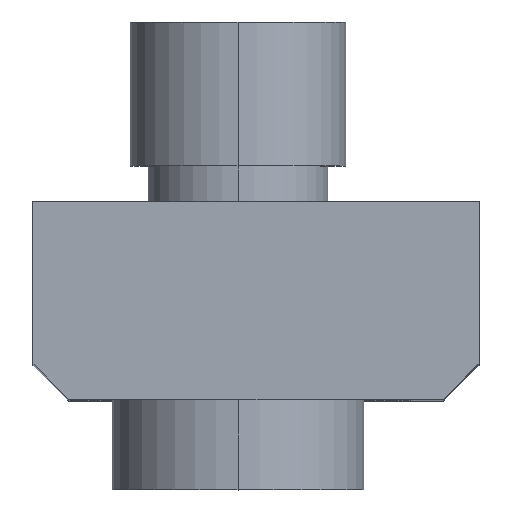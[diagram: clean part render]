
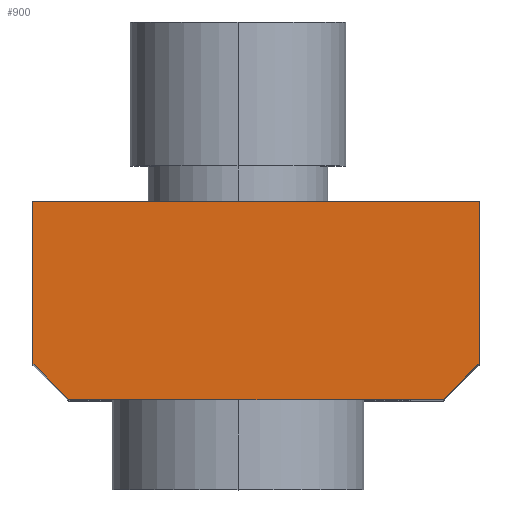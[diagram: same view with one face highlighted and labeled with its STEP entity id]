
A CAD part, top view. The second image highlights one B-rep face of the part: STEP entity #900.
In plain terms, the highlighted planar face has unit normal (0, 0, 1).
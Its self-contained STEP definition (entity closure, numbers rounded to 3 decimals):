
#6 = VECTOR ( 'NONE', #299, 1000. ) ;
#15 = LINE ( 'NONE', #392, #811 ) ;
#21 = EDGE_CURVE ( 'NONE', #1888, #1443, #248, .T. ) ;
#30 = DIRECTION ( 'NONE',  ( 0.707, -0.707, 0. ) ) ;
#38 = CARTESIAN_POINT ( 'NONE',  ( 5.7, -5.5, 4. ) ) ;
#48 = CARTESIAN_POINT ( 'NONE',  ( 6.7, 0., 4. ) ) ;
#54 = LINE ( 'NONE', #2021, #6 ) ;
#100 = CARTESIAN_POINT ( 'NONE',  ( -5.7, -4.5, 4. ) ) ;
#147 = LINE ( 'NONE', #1758, #1389 ) ;
#209 = DIRECTION ( 'NONE',  ( 1., 0., 0. ) ) ;
#239 = DIRECTION ( 'NONE',  ( 0., 1., 0. ) ) ;
#248 = LINE ( 'NONE', #1986, #959 ) ;
#271 = CARTESIAN_POINT ( 'NONE',  ( 6.7, -4.5, 4. ) ) ;
#287 = ORIENTED_EDGE ( 'NONE', *, *, #1072, .T. ) ;
#299 = DIRECTION ( 'NONE',  ( 1., 0., 0. ) ) ;
#392 = CARTESIAN_POINT ( 'NONE',  ( -5.7, -5.5, 4. ) ) ;
#409 = VERTEX_POINT ( 'NONE', #48 ) ;
#412 = DIRECTION ( 'NONE',  ( 1., 0., 0. ) ) ;
#440 = VECTOR ( 'NONE', #239, 1000. ) ;
#552 = CARTESIAN_POINT ( 'NONE',  ( -4.7, -5.5, 4. ) ) ;
#600 = ORIENTED_EDGE ( 'NONE', *, *, #1108, .T. ) ;
#708 = CARTESIAN_POINT ( 'NONE',  ( -5.7, 0., 4. ) ) ;
#811 = VECTOR ( 'NONE', #209, 1000. ) ;
#821 = ORIENTED_EDGE ( 'NONE', *, *, #935, .F. ) ;
#844 = ORIENTED_EDGE ( 'NONE', *, *, #21, .T. ) ;
#883 = DIRECTION ( 'NONE',  ( 0.707, 0.707, 0. ) ) ;
#900 = ADVANCED_FACE ( 'NONE', ( #1562 ), #1486, .T. ) ;
#935 = EDGE_CURVE ( 'NONE', #2003, #1620, #1092, .T. ) ;
#959 = VECTOR ( 'NONE', #883, 1000. ) ;
#1072 = EDGE_CURVE ( 'NONE', #1443, #409, #1692, .T. ) ;
#1092 = LINE ( 'NONE', #1240, #1513 ) ;
#1108 = EDGE_CURVE ( 'NONE', #1468, #1888, #15, .T. ) ;
#1240 = CARTESIAN_POINT ( 'NONE',  ( -5.7, -5.5, 4. ) ) ;
#1257 = EDGE_LOOP ( 'NONE', ( #600, #844, #287, #1347, #821, #1451 ) ) ;
#1339 = DIRECTION ( 'NONE',  ( 0., 1., 0. ) ) ;
#1347 = ORIENTED_EDGE ( 'NONE', *, *, #2027, .F. ) ;
#1389 = VECTOR ( 'NONE', #30, 1000. ) ;
#1414 = AXIS2_PLACEMENT_3D ( 'NONE', #1647, #1724, #412 ) ;
#1443 = VERTEX_POINT ( 'NONE', #271 ) ;
#1451 = ORIENTED_EDGE ( 'NONE', *, *, #1781, .T. ) ;
#1468 = VERTEX_POINT ( 'NONE', #552 ) ;
#1486 = PLANE ( 'NONE',  #1414 ) ;
#1513 = VECTOR ( 'NONE', #1339, 1000. ) ;
#1562 = FACE_OUTER_BOUND ( 'NONE', #1257, .T. ) ;
#1620 = VERTEX_POINT ( 'NONE', #708 ) ;
#1633 = CARTESIAN_POINT ( 'NONE',  ( 6.7, -5.5, 4. ) ) ;
#1647 = CARTESIAN_POINT ( 'NONE',  ( -5.7, -5.5, 4. ) ) ;
#1692 = LINE ( 'NONE', #1633, #440 ) ;
#1724 = DIRECTION ( 'NONE',  ( 0., 0., 1. ) ) ;
#1758 = CARTESIAN_POINT ( 'NONE',  ( -5.2, -5., 4. ) ) ;
#1781 = EDGE_CURVE ( 'NONE', #2003, #1468, #147, .T. ) ;
#1888 = VERTEX_POINT ( 'NONE', #38 ) ;
#1986 = CARTESIAN_POINT ( 'NONE',  ( 0., -11.2, 4. ) ) ;
#2003 = VERTEX_POINT ( 'NONE', #100 ) ;
#2021 = CARTESIAN_POINT ( 'NONE',  ( -5.7, 0., 4. ) ) ;
#2027 = EDGE_CURVE ( 'NONE', #1620, #409, #54, .T. ) ;
